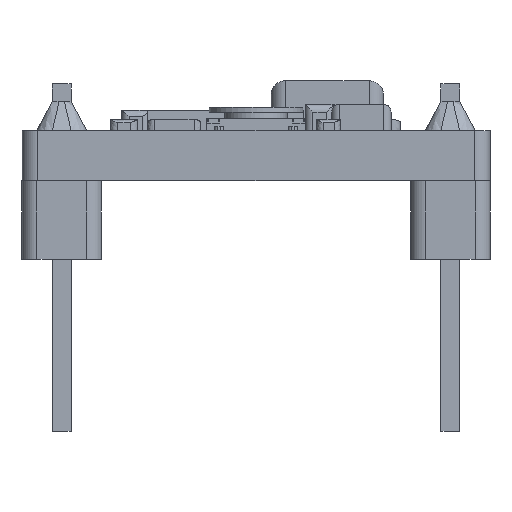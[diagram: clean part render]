
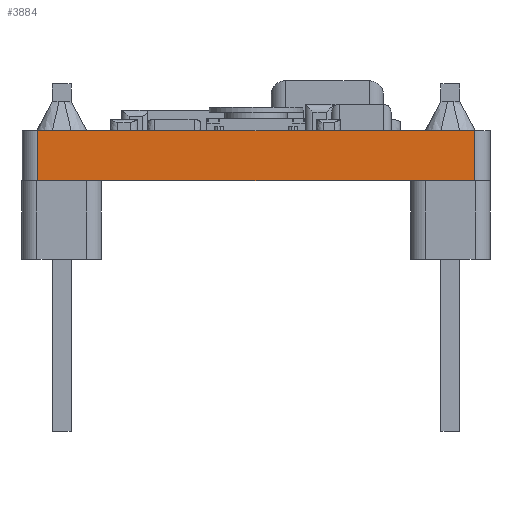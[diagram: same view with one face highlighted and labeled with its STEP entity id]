
A CAD part, front view. The second image highlights one B-rep face of the part: STEP entity #3884.
In plain terms, the highlighted planar face has unit normal (0, -1, 0).
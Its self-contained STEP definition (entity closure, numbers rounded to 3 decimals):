
#3884=ADVANCED_FACE('',(#4603),#15698,.T.);
#4603=FACE_OUTER_BOUND('',#5330,.T.);
#5330=EDGE_LOOP('',(#6647,#6648,#6649,#6650));
#6647=ORIENTED_EDGE('',*,*,#10371,.T.);
#6648=ORIENTED_EDGE('',*,*,#10372,.T.);
#6649=ORIENTED_EDGE('',*,*,#10373,.F.);
#6650=ORIENTED_EDGE('',*,*,#10374,.F.);
#10371=EDGE_CURVE('',#14316,#14317,#12163,.T.);
#10372=EDGE_CURVE('',#14317,#14318,#12164,.T.);
#10373=EDGE_CURVE('',#14319,#14318,#12165,.T.);
#10374=EDGE_CURVE('',#14316,#14319,#12166,.T.);
#12163=(
BOUNDED_CURVE()
B_SPLINE_CURVE(2,(#19225,#19226,#19227),.UNSPECIFIED.,.F.,.F.)
B_SPLINE_CURVE_WITH_KNOTS((3,3),(0.,13.96),.UNSPECIFIED.)
CURVE()
GEOMETRIC_REPRESENTATION_ITEM()
RATIONAL_B_SPLINE_CURVE((1.,1.,1.))
REPRESENTATION_ITEM('')
);
#12164=(
BOUNDED_CURVE()
B_SPLINE_CURVE(1,(#19228,#19229),.UNSPECIFIED.,.F.,.F.)
B_SPLINE_CURVE_WITH_KNOTS((2,2),(0.,1.6),.UNSPECIFIED.)
CURVE()
GEOMETRIC_REPRESENTATION_ITEM()
RATIONAL_B_SPLINE_CURVE((1.,1.))
REPRESENTATION_ITEM('')
);
#12165=(
BOUNDED_CURVE()
B_SPLINE_CURVE(2,(#19230,#19231,#19232),.UNSPECIFIED.,.F.,.F.)
B_SPLINE_CURVE_WITH_KNOTS((3,3),(0.,13.96),.UNSPECIFIED.)
CURVE()
GEOMETRIC_REPRESENTATION_ITEM()
RATIONAL_B_SPLINE_CURVE((1.,1.,1.))
REPRESENTATION_ITEM('')
);
#12166=(
BOUNDED_CURVE()
B_SPLINE_CURVE(1,(#19233,#19234),.UNSPECIFIED.,.F.,.F.)
B_SPLINE_CURVE_WITH_KNOTS((2,2),(0.,1.6),.UNSPECIFIED.)
CURVE()
GEOMETRIC_REPRESENTATION_ITEM()
RATIONAL_B_SPLINE_CURVE((1.,1.))
REPRESENTATION_ITEM('')
);
#14316=VERTEX_POINT('',#18761);
#14317=VERTEX_POINT('',#18762);
#14318=VERTEX_POINT('',#18763);
#14319=VERTEX_POINT('',#18764);
#15698=PLANE('',#16220);
#16220=AXIS2_PLACEMENT_3D('',#18698,#16829,$);
#16829=DIRECTION('',(0.,-1.,0.));
#18698=CARTESIAN_POINT('',(-6.98,-10.16,2.5));
#18761=CARTESIAN_POINT('',(-6.98,-10.16,2.5));
#18762=CARTESIAN_POINT('',(6.98,-10.16,2.5));
#18763=CARTESIAN_POINT('',(6.98,-10.16,4.1));
#18764=CARTESIAN_POINT('',(-6.98,-10.16,4.1));
#19225=CARTESIAN_POINT('',(-6.98,-10.16,2.5));
#19226=CARTESIAN_POINT('',(0.,-10.16,2.5));
#19227=CARTESIAN_POINT('',(6.98,-10.16,2.5));
#19228=CARTESIAN_POINT('',(6.98,-10.16,2.5));
#19229=CARTESIAN_POINT('',(6.98,-10.16,4.1));
#19230=CARTESIAN_POINT('',(-6.98,-10.16,4.1));
#19231=CARTESIAN_POINT('',(0.,-10.16,4.1));
#19232=CARTESIAN_POINT('',(6.98,-10.16,4.1));
#19233=CARTESIAN_POINT('',(-6.98,-10.16,2.5));
#19234=CARTESIAN_POINT('',(-6.98,-10.16,4.1));
